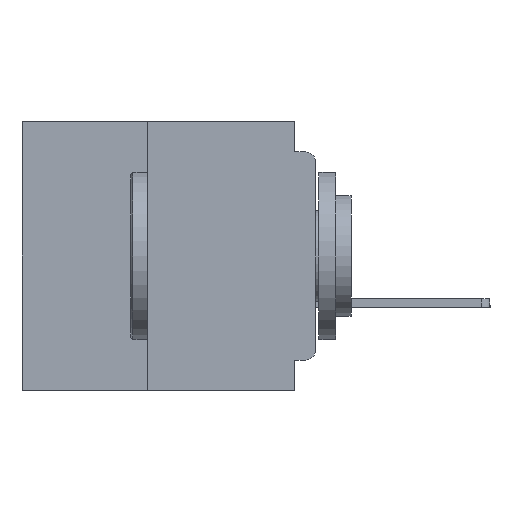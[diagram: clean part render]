
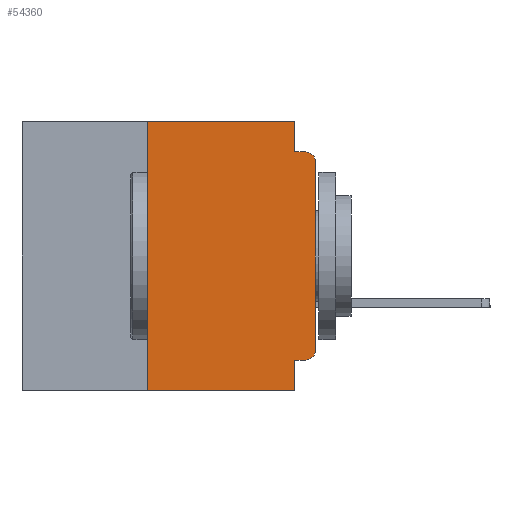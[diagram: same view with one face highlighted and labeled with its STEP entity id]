
A CAD part, left-side view. The second image highlights one B-rep face of the part: STEP entity #54360.
In plain terms, the highlighted planar face has unit normal (-1, 0, 0).
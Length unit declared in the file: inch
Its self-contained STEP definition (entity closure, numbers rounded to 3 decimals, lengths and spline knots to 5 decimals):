
#361 = ORIENTED_EDGE ( 'NONE', *, *, #7056, .T. ) ;
#795 = VECTOR ( 'NONE', #5893, 39.37008 ) ;
#903 = VECTOR ( 'NONE', #31713, 39.37008 ) ;
#1781 = EDGE_CURVE ( 'NONE', #53975, #15091, #45948, .T. ) ;
#3269 = VERTEX_POINT ( 'NONE', #62731 ) ;
#5560 = VECTOR ( 'NONE', #44277, 39.37008 ) ;
#5893 = DIRECTION ( 'NONE',  ( 0., 0., -1. ) ) ;
#7056 = EDGE_CURVE ( 'NONE', #27415, #28536, #23112, .T. ) ;
#7947 = DIRECTION ( 'NONE',  ( -1., 0., 0. ) ) ;
#8432 = EDGE_LOOP ( 'NONE', ( #25496, #26759, #34773, #56894, #15578, #30604, #62691, #40659, #16547, #361 ) ) ;
#8979 = VERTEX_POINT ( 'NONE', #25757 ) ;
#11464 = CARTESIAN_POINT ( 'NONE',  ( 0., 0.015, -0.34 ) ) ;
#12414 = EDGE_CURVE ( 'NONE', #3269, #25551, #57229, .T. ) ;
#12858 = CARTESIAN_POINT ( 'NONE',  ( 0., 0.25, 0. ) ) ;
#13013 = VECTOR ( 'NONE', #16760, 39.37008 ) ;
#13969 = VERTEX_POINT ( 'NONE', #21580 ) ;
#14668 = LINE ( 'NONE', #32412, #13013 ) ;
#15091 = VERTEX_POINT ( 'NONE', #12858 ) ;
#15578 = ORIENTED_EDGE ( 'NONE', *, *, #50993, .F. ) ;
#16547 = ORIENTED_EDGE ( 'NONE', *, *, #17208, .F. ) ;
#16758 = DIRECTION ( 'NONE',  ( 0., 0., -1. ) ) ;
#16760 = DIRECTION ( 'NONE',  ( 0., 1., 0. ) ) ;
#17208 = EDGE_CURVE ( 'NONE', #27415, #8979, #14668, .T. ) ;
#17296 = EDGE_CURVE ( 'NONE', #8979, #13969, #37724, .T. ) ;
#21166 = CARTESIAN_POINT ( 'NONE',  ( 0., 0.437, 0. ) ) ;
#21580 = CARTESIAN_POINT ( 'NONE',  ( 0., 0.031, -0.4 ) ) ;
#23112 = CIRCLE ( 'NONE', #45940, 0.015 ) ;
#23916 = LINE ( 'NONE', #34520, #36296 ) ;
#25496 = ORIENTED_EDGE ( 'NONE', *, *, #62417, .T. ) ;
#25551 = VERTEX_POINT ( 'NONE', #55586 ) ;
#25757 = CARTESIAN_POINT ( 'NONE',  ( 0., 0.031, -0.355 ) ) ;
#26759 = ORIENTED_EDGE ( 'NONE', *, *, #12414, .T. ) ;
#27378 = DIRECTION ( 'NONE',  ( 0., -1., 0. ) ) ;
#27415 = VERTEX_POINT ( 'NONE', #68198 ) ;
#28536 = VERTEX_POINT ( 'NONE', #63208 ) ;
#28905 = LINE ( 'NONE', #21166, #903 ) ;
#30604 = ORIENTED_EDGE ( 'NONE', *, *, #1781, .F. ) ;
#31036 = CARTESIAN_POINT ( 'NONE',  ( 0., 0.437, 0. ) ) ;
#31713 = DIRECTION ( 'NONE',  ( 0., -1., 0. ) ) ;
#32412 = CARTESIAN_POINT ( 'NONE',  ( 0., 0., -0.355 ) ) ;
#33586 = LINE ( 'NONE', #64230, #59972 ) ;
#34520 = CARTESIAN_POINT ( 'NONE',  ( 0., 0.437, -0.4 ) ) ;
#34773 = ORIENTED_EDGE ( 'NONE', *, *, #41564, .F. ) ;
#36296 = VECTOR ( 'NONE', #39833, 39.37008 ) ;
#36368 = DIRECTION ( 'NONE',  ( 0., 0., -1. ) ) ;
#37444 = CARTESIAN_POINT ( 'NONE',  ( 0., 0.031, 0. ) ) ;
#37724 = LINE ( 'NONE', #43458, #50070 ) ;
#37983 = AXIS2_PLACEMENT_3D ( 'NONE', #39477, #7947, #44765 ) ;
#38172 = DIRECTION ( 'NONE',  ( 0., 0., -1. ) ) ;
#39477 = CARTESIAN_POINT ( 'NONE',  ( 0., 0.015, -0.06 ) ) ;
#39833 = DIRECTION ( 'NONE',  ( 0., -1., 0. ) ) ;
#40428 = EDGE_CURVE ( 'NONE', #49303, #54902, #67537, .T. ) ;
#40659 = ORIENTED_EDGE ( 'NONE', *, *, #17296, .F. ) ;
#41564 = EDGE_CURVE ( 'NONE', #54902, #25551, #33586, .T. ) ;
#42436 = CARTESIAN_POINT ( 'NONE',  ( 0., 0.25, -0.4 ) ) ;
#43458 = CARTESIAN_POINT ( 'NONE',  ( 0., 0.031, -0.4 ) ) ;
#43789 = CARTESIAN_POINT ( 'NONE',  ( 0., 0., 0. ) ) ;
#44277 = DIRECTION ( 'NONE',  ( 0., 0., 1. ) ) ;
#44357 = CARTESIAN_POINT ( 'NONE',  ( 0., 0.25, -0.4 ) ) ;
#44765 = DIRECTION ( 'NONE',  ( 0., 0., -1. ) ) ;
#45940 = AXIS2_PLACEMENT_3D ( 'NONE', #11464, #48304, #16758 ) ;
#45948 = LINE ( 'NONE', #44357, #5560 ) ;
#48304 = DIRECTION ( 'NONE',  ( -1., 0., 0. ) ) ;
#48520 = CARTESIAN_POINT ( 'NONE',  ( 0., 0.031, 0. ) ) ;
#48882 = EDGE_CURVE ( 'NONE', #53975, #13969, #23916, .T. ) ;
#49118 = DIRECTION ( 'NONE',  ( 0., 0., 1. ) ) ;
#49303 = VERTEX_POINT ( 'NONE', #48520 ) ;
#50070 = VECTOR ( 'NONE', #38172, 39.37008 ) ;
#50993 = EDGE_CURVE ( 'NONE', #15091, #49303, #28905, .T. ) ;
#52008 = PLANE ( 'NONE',  #64857 ) ;
#52758 = VECTOR ( 'NONE', #49118, 39.37008 ) ;
#53975 = VERTEX_POINT ( 'NONE', #42436 ) ;
#54360 = ADVANCED_FACE ( 'NONE', ( #62349 ), #52008, .F. ) ;
#54902 = VERTEX_POINT ( 'NONE', #56563 ) ;
#55586 = CARTESIAN_POINT ( 'NONE',  ( 0., 0.015, -0.045 ) ) ;
#56080 = LINE ( 'NONE', #43789, #52758 ) ;
#56563 = CARTESIAN_POINT ( 'NONE',  ( 0., 0.031, -0.045 ) ) ;
#56894 = ORIENTED_EDGE ( 'NONE', *, *, #40428, .F. ) ;
#57229 = CIRCLE ( 'NONE', #37983, 0.015 ) ;
#59972 = VECTOR ( 'NONE', #27378, 39.37008 ) ;
#62349 = FACE_OUTER_BOUND ( 'NONE', #8432, .T. ) ;
#62417 = EDGE_CURVE ( 'NONE', #28536, #3269, #56080, .T. ) ;
#62691 = ORIENTED_EDGE ( 'NONE', *, *, #48882, .T. ) ;
#62731 = CARTESIAN_POINT ( 'NONE',  ( 0., 0., -0.06 ) ) ;
#63208 = CARTESIAN_POINT ( 'NONE',  ( 0., 0., -0.34 ) ) ;
#64230 = CARTESIAN_POINT ( 'NONE',  ( 0., 0., -0.045 ) ) ;
#64857 = AXIS2_PLACEMENT_3D ( 'NONE', #31036, #67879, #36368 ) ;
#67537 = LINE ( 'NONE', #37444, #795 ) ;
#67879 = DIRECTION ( 'NONE',  ( 1., 0., 0. ) ) ;
#68198 = CARTESIAN_POINT ( 'NONE',  ( 0., 0.015, -0.355 ) ) ;
